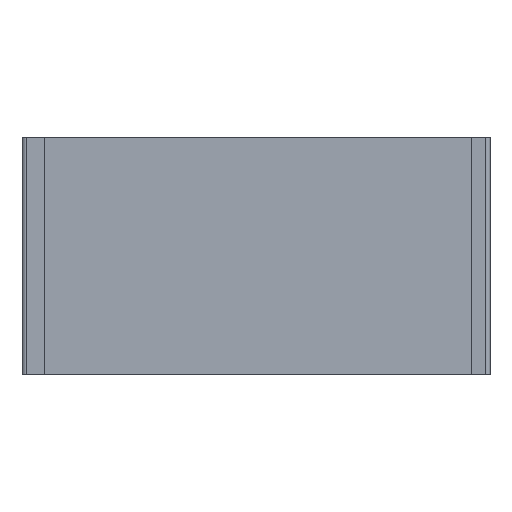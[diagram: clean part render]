
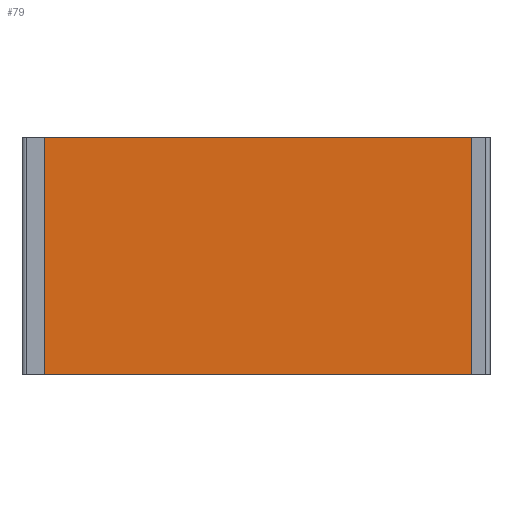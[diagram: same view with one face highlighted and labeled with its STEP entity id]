
A CAD part, front view. The second image highlights one B-rep face of the part: STEP entity #79.
In plain terms, the highlighted planar face has unit normal (0, -1, 0).
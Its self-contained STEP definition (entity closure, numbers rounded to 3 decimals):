
#79=ADVANCED_FACE('',(#158),#159,.T.);
#158=FACE_OUTER_BOUND('',#235,.T.);
#159=PLANE('',#236);
#235=EDGE_LOOP('',(#410,#411,#412,#413));
#236=AXIS2_PLACEMENT_3D('',#414,#415,#416);
#410=ORIENTED_EDGE('',*,*,#530,.F.);
#411=ORIENTED_EDGE('',*,*,#542,.F.);
#412=ORIENTED_EDGE('',*,*,#504,.F.);
#413=ORIENTED_EDGE('',*,*,#540,.T.);
#414=CARTESIAN_POINT('',(0.025,-0.215,0.));
#415=DIRECTION('',(0.0,-1.0,0.));
#416=DIRECTION('',(-1.0,0.0,0.0));
#504=EDGE_CURVE('',#609,#611,#612,.T.);
#530=EDGE_CURVE('',#647,#649,#650,.T.);
#540=EDGE_CURVE('',#609,#649,#663,.T.);
#542=EDGE_CURVE('',#611,#647,#665,.T.);
#609=VERTEX_POINT('',#754);
#611=VERTEX_POINT('',#757);
#612=LINE('',#758,#759);
#647=VERTEX_POINT('',#808);
#649=VERTEX_POINT('',#811);
#650=LINE('',#812,#813);
#663=LINE('',#833,#834);
#665=LINE('',#836,#837);
#754=CARTESIAN_POINT('',(2.9,-0.215,-1.6));
#757=CARTESIAN_POINT('',(-2.85,-0.215,-1.6));
#758=CARTESIAN_POINT('',(0.013,-0.215,-1.6));
#759=VECTOR('',#888,1.0);
#808=CARTESIAN_POINT('',(-2.85,-0.215,1.6));
#811=CARTESIAN_POINT('',(2.9,-0.215,1.6));
#812=CARTESIAN_POINT('',(0.013,-0.215,1.6));
#813=VECTOR('',#913,1.0);
#833=CARTESIAN_POINT('',(2.9,-0.215,0.));
#834=VECTOR('',#921,1.0);
#836=CARTESIAN_POINT('',(-2.85,-0.215,0.));
#837=VECTOR('',#922,1.0);
#888=DIRECTION('',(-1.0,0.0,0.0));
#913=DIRECTION('',(1.0,0.0,-0.0));
#921=DIRECTION('',(0.0,0.,1.0));
#922=DIRECTION('',(0.0,0.,1.0));
